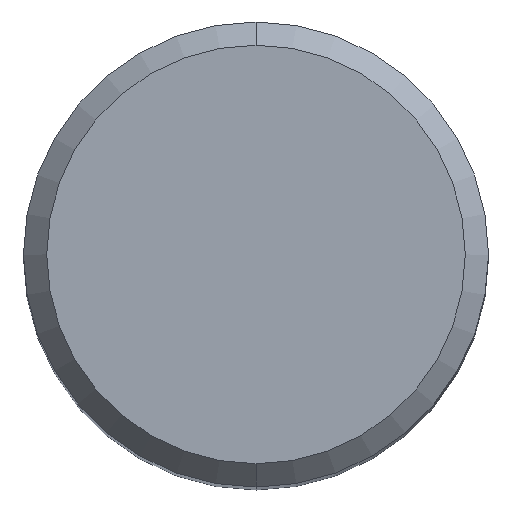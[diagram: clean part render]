
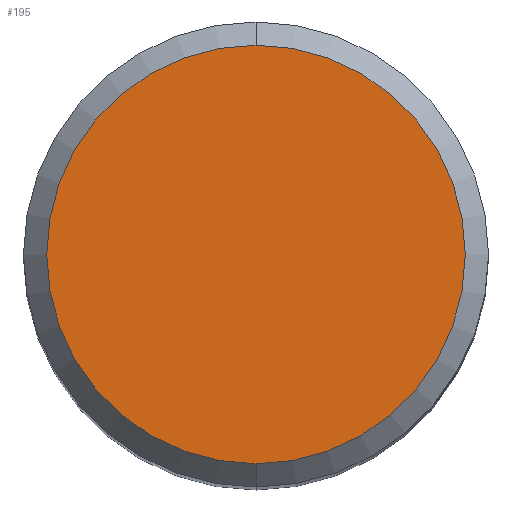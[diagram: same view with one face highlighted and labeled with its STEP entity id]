
A CAD part, top view. The second image highlights one B-rep face of the part: STEP entity #195.
In plain terms, the highlighted planar face has unit normal (0, 0, 1).
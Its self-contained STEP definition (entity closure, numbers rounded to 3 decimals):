
#195=ADVANCED_FACE('',(#487),#488,.T.);
#277=EDGE_CURVE('',#429,#411,#578,.T.);
#363=EDGE_CURVE('',#411,#429,#670,.T.);
#411=VERTEX_POINT('',#726);
#429=VERTEX_POINT('',#747);
#487=FACE_OUTER_BOUND('',#858,.T.);
#488=PLANE('',#859);
#578=CIRCLE('',#1066,5.4);
#670=CIRCLE('',#1260,5.4);
#726=CARTESIAN_POINT('',(0.0,5.4,0.0));
#747=CARTESIAN_POINT('',(0.,-5.4,0.0));
#858=EDGE_LOOP('',(#1460,#1461));
#859=AXIS2_PLACEMENT_3D('',#1462,#1463,#1464);
#1066=AXIS2_PLACEMENT_3D('',#1547,#1548,#1549);
#1260=AXIS2_PLACEMENT_3D('',#1633,#1634,#1635);
#1460=ORIENTED_EDGE('',*,*,#363,.F.);
#1461=ORIENTED_EDGE('',*,*,#277,.F.);
#1462=CARTESIAN_POINT('',(0.0,2.7,0.0));
#1463=DIRECTION('',(-0.0,0.0,1.0));
#1464=DIRECTION('',(0.0,-1.0,0.0));
#1547=CARTESIAN_POINT('',(0.0,0.0,0.0));
#1548=DIRECTION('',(0.0,0.0,-1.0));
#1549=DIRECTION('',(0.0,1.0,0.0));
#1633=CARTESIAN_POINT('',(0.0,0.0,0.0));
#1634=DIRECTION('',(0.0,0.0,-1.0));
#1635=DIRECTION('',(0.0,1.0,0.0));
